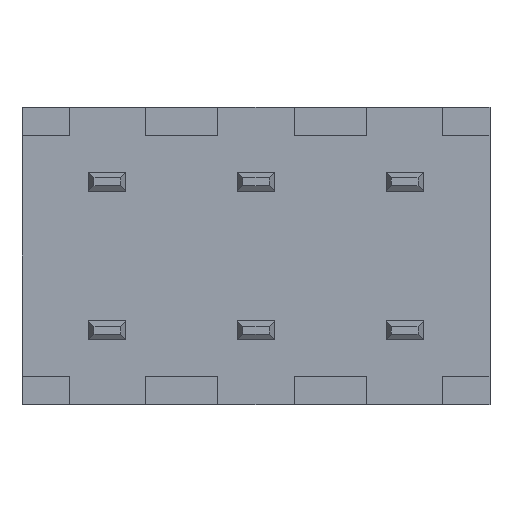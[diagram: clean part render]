
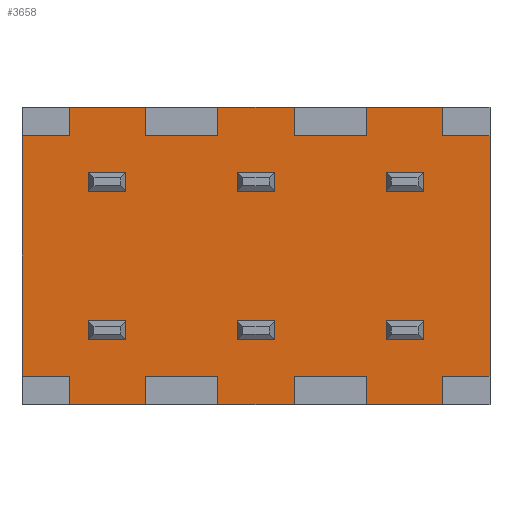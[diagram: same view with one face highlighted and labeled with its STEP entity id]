
A CAD part, front view. The second image highlights one B-rep face of the part: STEP entity #3658.
In plain terms, the highlighted planar face has unit normal (0, -1, 0).
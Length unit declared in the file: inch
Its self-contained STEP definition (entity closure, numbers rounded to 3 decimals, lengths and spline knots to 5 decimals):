
#981=ORIENTED_EDGE('',*,*,#1549,.F.);
#982=ORIENTED_EDGE('',*,*,#1468,.F.);
#983=ORIENTED_EDGE('',*,*,#1550,.T.);
#984=ORIENTED_EDGE('',*,*,#1429,.T.);
#985=ORIENTED_EDGE('',*,*,#1551,.F.);
#986=ORIENTED_EDGE('',*,*,#1465,.F.);
#987=ORIENTED_EDGE('',*,*,#1552,.T.);
#988=ORIENTED_EDGE('',*,*,#1426,.T.);
#989=ORIENTED_EDGE('',*,*,#1553,.F.);
#990=ORIENTED_EDGE('',*,*,#1461,.F.);
#991=ORIENTED_EDGE('',*,*,#1475,.T.);
#992=ORIENTED_EDGE('',*,*,#1450,.T.);
#993=ORIENTED_EDGE('',*,*,#1554,.F.);
#994=ORIENTED_EDGE('',*,*,#1448,.T.);
#995=ORIENTED_EDGE('',*,*,#1555,.T.);
#996=ORIENTED_EDGE('',*,*,#1452,.T.);
#997=ORIENTED_EDGE('',*,*,#1556,.F.);
#998=ORIENTED_EDGE('',*,*,#1445,.T.);
#999=ORIENTED_EDGE('',*,*,#1557,.T.);
#1000=ORIENTED_EDGE('',*,*,#1455,.T.);
#1001=ORIENTED_EDGE('',*,*,#1558,.F.);
#1002=ORIENTED_EDGE('',*,*,#1442,.T.);
#1003=ORIENTED_EDGE('',*,*,#1559,.T.);
#1004=ORIENTED_EDGE('',*,*,#1458,.T.);
#1005=ORIENTED_EDGE('',*,*,#1474,.F.);
#1006=ORIENTED_EDGE('',*,*,#1471,.F.);
#1007=ORIENTED_EDGE('',*,*,#1560,.T.);
#1008=ORIENTED_EDGE('',*,*,#1432,.T.);
#1426=EDGE_CURVE('',#1818,#1817,#2254,.T.);
#1429=EDGE_CURVE('',#1820,#1819,#2257,.T.);
#1432=EDGE_CURVE('',#1822,#1821,#2260,.T.);
#1442=EDGE_CURVE('',#1829,#1828,#2270,.T.);
#1445=EDGE_CURVE('',#1831,#1830,#2273,.T.);
#1448=EDGE_CURVE('',#1825,#1832,#2276,.T.);
#1450=EDGE_CURVE('',#1834,#1833,#2278,.T.);
#1452=EDGE_CURVE('',#1835,#1836,#2280,.T.);
#1455=EDGE_CURVE('',#1837,#1838,#2283,.T.);
#1458=EDGE_CURVE('',#1839,#1840,#2286,.T.);
#1461=EDGE_CURVE('',#1841,#1842,#2289,.T.);
#1465=EDGE_CURVE('',#1843,#1844,#2293,.T.);
#1468=EDGE_CURVE('',#1845,#1846,#2296,.T.);
#1471=EDGE_CURVE('',#1847,#1848,#2299,.T.);
#1474=EDGE_CURVE('',#1848,#1840,#2302,.T.);
#1475=EDGE_CURVE('',#1841,#1834,#2303,.T.);
#1549=EDGE_CURVE('',#1846,#1821,#2377,.T.);
#1550=EDGE_CURVE('',#1845,#1820,#2378,.T.);
#1551=EDGE_CURVE('',#1844,#1819,#2379,.T.);
#1552=EDGE_CURVE('',#1843,#1818,#2380,.T.);
#1553=EDGE_CURVE('',#1842,#1817,#2381,.T.);
#1554=EDGE_CURVE('',#1825,#1833,#2382,.T.);
#1555=EDGE_CURVE('',#1832,#1835,#2383,.T.);
#1556=EDGE_CURVE('',#1831,#1836,#2384,.T.);
#1557=EDGE_CURVE('',#1830,#1837,#2385,.T.);
#1558=EDGE_CURVE('',#1829,#1838,#2386,.T.);
#1559=EDGE_CURVE('',#1828,#1839,#2387,.T.);
#1560=EDGE_CURVE('',#1847,#1822,#2388,.T.);
#1817=VERTEX_POINT('',#5565);
#1818=VERTEX_POINT('',#5567);
#1819=VERTEX_POINT('',#5570);
#1820=VERTEX_POINT('',#5572);
#1821=VERTEX_POINT('',#5575);
#1822=VERTEX_POINT('',#5577);
#1825=VERTEX_POINT('',#5586);
#1828=VERTEX_POINT('',#5593);
#1829=VERTEX_POINT('',#5595);
#1830=VERTEX_POINT('',#5598);
#1831=VERTEX_POINT('',#5600);
#1832=VERTEX_POINT('',#5603);
#1833=VERTEX_POINT('',#5607);
#1834=VERTEX_POINT('',#5609);
#1835=VERTEX_POINT('',#5613);
#1836=VERTEX_POINT('',#5614);
#1837=VERTEX_POINT('',#5619);
#1838=VERTEX_POINT('',#5620);
#1839=VERTEX_POINT('',#5625);
#1840=VERTEX_POINT('',#5626);
#1841=VERTEX_POINT('',#5631);
#1842=VERTEX_POINT('',#5632);
#1843=VERTEX_POINT('',#5637);
#1844=VERTEX_POINT('',#5639);
#1845=VERTEX_POINT('',#5643);
#1846=VERTEX_POINT('',#5645);
#1847=VERTEX_POINT('',#5649);
#1848=VERTEX_POINT('',#5651);
#2254=LINE('',#5566,#2746);
#2257=LINE('',#5571,#2749);
#2260=LINE('',#5576,#2752);
#2270=LINE('',#5594,#2762);
#2273=LINE('',#5599,#2765);
#2276=LINE('',#5604,#2768);
#2278=LINE('',#5608,#2770);
#2280=LINE('',#5612,#2772);
#2283=LINE('',#5618,#2775);
#2286=LINE('',#5624,#2778);
#2289=LINE('',#5630,#2781);
#2293=LINE('',#5638,#2785);
#2296=LINE('',#5644,#2788);
#2299=LINE('',#5650,#2791);
#2302=LINE('',#5655,#2794);
#2303=LINE('',#5657,#2795);
#2377=LINE('',#5811,#2869);
#2378=LINE('',#5812,#2870);
#2379=LINE('',#5813,#2871);
#2380=LINE('',#5814,#2872);
#2381=LINE('',#5815,#2873);
#2382=LINE('',#5816,#2874);
#2383=LINE('',#5817,#2875);
#2384=LINE('',#5818,#2876);
#2385=LINE('',#5819,#2877);
#2386=LINE('',#5820,#2878);
#2387=LINE('',#5821,#2879);
#2388=LINE('',#5822,#2880);
#2746=VECTOR('',#4556,39.37008);
#2749=VECTOR('',#4559,39.37008);
#2752=VECTOR('',#4562,39.37008);
#2762=VECTOR('',#4574,39.37008);
#2765=VECTOR('',#4577,39.37008);
#2768=VECTOR('',#4580,39.37008);
#2770=VECTOR('',#4584,39.37008);
#2772=VECTOR('',#4588,39.37008);
#2775=VECTOR('',#4593,39.37008);
#2778=VECTOR('',#4598,39.37008);
#2781=VECTOR('',#4603,39.37008);
#2785=VECTOR('',#4609,39.37008);
#2788=VECTOR('',#4614,39.37008);
#2791=VECTOR('',#4619,39.37008);
#2794=VECTOR('',#4624,39.37008);
#2795=VECTOR('',#4627,39.37008);
#2869=VECTOR('',#4765,39.37008);
#2870=VECTOR('',#4766,39.37008);
#2871=VECTOR('',#4767,39.37008);
#2872=VECTOR('',#4768,39.37008);
#2873=VECTOR('',#4769,39.37008);
#2874=VECTOR('',#4770,39.37008);
#2875=VECTOR('',#4771,39.37008);
#2876=VECTOR('',#4772,39.37008);
#2877=VECTOR('',#4773,39.37008);
#2878=VECTOR('',#4774,39.37008);
#2879=VECTOR('',#4775,39.37008);
#2880=VECTOR('',#4776,39.37008);
#3076=EDGE_LOOP('',(#981,#982,#983,#984,#985,#986,#987,#988,#989,#990,#991,
#992,#993,#994,#995,#996,#997,#998,#999,#1000,#1001,#1002,#1003,#1004,#1005,
#1006,#1007,#1008));
#3284=FACE_BOUND('',#3076,.T.);
#3468=PLANE('',#3887);
#3658=ADVANCED_FACE('',(#3284),#3468,.T.);
#3887=AXIS2_PLACEMENT_3D('',#5810,#4763,#4764);
#4556=DIRECTION('',(1.,0.,0.));
#4559=DIRECTION('',(1.,0.,0.));
#4562=DIRECTION('',(1.,0.,0.));
#4574=DIRECTION('',(-1.,0.,0.));
#4577=DIRECTION('',(-1.,0.,0.));
#4580=DIRECTION('',(-1.,0.,0.));
#4584=DIRECTION('',(-1.,0.,0.));
#4588=DIRECTION('',(-1.,0.,0.));
#4593=DIRECTION('',(-1.,0.,0.));
#4598=DIRECTION('',(-1.,0.,0.));
#4603=DIRECTION('',(-1.,0.,0.));
#4609=DIRECTION('',(-1.,0.,0.));
#4614=DIRECTION('',(-1.,0.,0.));
#4619=DIRECTION('',(-1.,0.,0.));
#4624=DIRECTION('',(0.,0.,1.));
#4627=DIRECTION('',(0.,0.,1.));
#4763=DIRECTION('',(0.,-1.,0.));
#4764=DIRECTION('',(0.,0.,-1.));
#4765=DIRECTION('',(0.,0.,-1.));
#4766=DIRECTION('',(0.,0.,-1.));
#4767=DIRECTION('',(0.,0.,-1.));
#4768=DIRECTION('',(0.,0.,-1.));
#4769=DIRECTION('',(0.,0.,-1.));
#4770=DIRECTION('',(0.,0.,-1.));
#4771=DIRECTION('',(0.,0.,-1.));
#4772=DIRECTION('',(0.,0.,-1.));
#4773=DIRECTION('',(0.,0.,-1.));
#4774=DIRECTION('',(0.,0.,-1.));
#4775=DIRECTION('',(0.,0.,-1.));
#4776=DIRECTION('',(0.,0.,-1.));
#5565=CARTESIAN_POINT('',(0.22292,0.015,-0.07875));
#5566=CARTESIAN_POINT('',(0.24792,0.015,-0.07875));
#5567=CARTESIAN_POINT('',(0.18248,0.015,-0.07875));
#5570=CARTESIAN_POINT('',(0.14418,0.015,-0.07875));
#5571=CARTESIAN_POINT('',(0.24792,0.015,-0.07875));
#5572=CARTESIAN_POINT('',(0.10374,0.015,-0.07875));
#5575=CARTESIAN_POINT('',(0.06544,0.015,-0.07875));
#5576=CARTESIAN_POINT('',(0.24792,0.015,-0.07875));
#5577=CARTESIAN_POINT('',(0.025,0.015,-0.07875));
#5586=CARTESIAN_POINT('',(0.22292,0.015,0.07875));
#5593=CARTESIAN_POINT('',(0.025,0.015,0.07875));
#5594=CARTESIAN_POINT('',(0.,0.015,0.07875));
#5595=CARTESIAN_POINT('',(0.06544,0.015,0.07875));
#5598=CARTESIAN_POINT('',(0.10374,0.015,0.07875));
#5599=CARTESIAN_POINT('',(0.,0.015,0.07875));
#5600=CARTESIAN_POINT('',(0.14418,0.015,0.07875));
#5603=CARTESIAN_POINT('',(0.18248,0.015,0.07875));
#5604=CARTESIAN_POINT('',(0.,0.015,0.07875));
#5607=CARTESIAN_POINT('',(0.22292,0.015,0.06375));
#5608=CARTESIAN_POINT('',(0.24792,0.015,0.06375));
#5609=CARTESIAN_POINT('',(0.24792,0.015,0.06375));
#5612=CARTESIAN_POINT('',(0.24792,0.015,0.06375));
#5613=CARTESIAN_POINT('',(0.18248,0.015,0.06375));
#5614=CARTESIAN_POINT('',(0.14418,0.015,0.06375));
#5618=CARTESIAN_POINT('',(0.24792,0.015,0.06375));
#5619=CARTESIAN_POINT('',(0.10374,0.015,0.06375));
#5620=CARTESIAN_POINT('',(0.06544,0.015,0.06375));
#5624=CARTESIAN_POINT('',(0.24792,0.015,0.06375));
#5625=CARTESIAN_POINT('',(0.025,0.015,0.06375));
#5626=CARTESIAN_POINT('',(0.,0.015,0.06375));
#5630=CARTESIAN_POINT('',(0.24792,0.015,-0.06375));
#5631=CARTESIAN_POINT('',(0.24792,0.015,-0.06375));
#5632=CARTESIAN_POINT('',(0.22292,0.015,-0.06375));
#5637=CARTESIAN_POINT('',(0.18248,0.015,-0.06375));
#5638=CARTESIAN_POINT('',(0.24792,0.015,-0.06375));
#5639=CARTESIAN_POINT('',(0.14418,0.015,-0.06375));
#5643=CARTESIAN_POINT('',(0.10374,0.015,-0.06375));
#5644=CARTESIAN_POINT('',(0.24792,0.015,-0.06375));
#5645=CARTESIAN_POINT('',(0.06544,0.015,-0.06375));
#5649=CARTESIAN_POINT('',(0.025,0.015,-0.06375));
#5650=CARTESIAN_POINT('',(0.24792,0.015,-0.06375));
#5651=CARTESIAN_POINT('',(0.,0.015,-0.06375));
#5655=CARTESIAN_POINT('',(0.,0.015,-0.06375));
#5657=CARTESIAN_POINT('',(0.24792,0.015,-0.06375));
#5810=CARTESIAN_POINT('',(0.24792,0.015,-0.06375));
#5811=CARTESIAN_POINT('',(0.06544,0.015,0.1575));
#5812=CARTESIAN_POINT('',(0.10374,0.015,0.1575));
#5813=CARTESIAN_POINT('',(0.14418,0.015,0.1575));
#5814=CARTESIAN_POINT('',(0.18248,0.015,0.1575));
#5815=CARTESIAN_POINT('',(0.22292,0.015,0.1575));
#5816=CARTESIAN_POINT('',(0.22292,0.015,0.1575));
#5817=CARTESIAN_POINT('',(0.18248,0.015,0.1575));
#5818=CARTESIAN_POINT('',(0.14418,0.015,0.1575));
#5819=CARTESIAN_POINT('',(0.10374,0.015,0.1575));
#5820=CARTESIAN_POINT('',(0.06544,0.015,0.1575));
#5821=CARTESIAN_POINT('',(0.025,0.015,0.1575));
#5822=CARTESIAN_POINT('',(0.025,0.015,0.1575));
